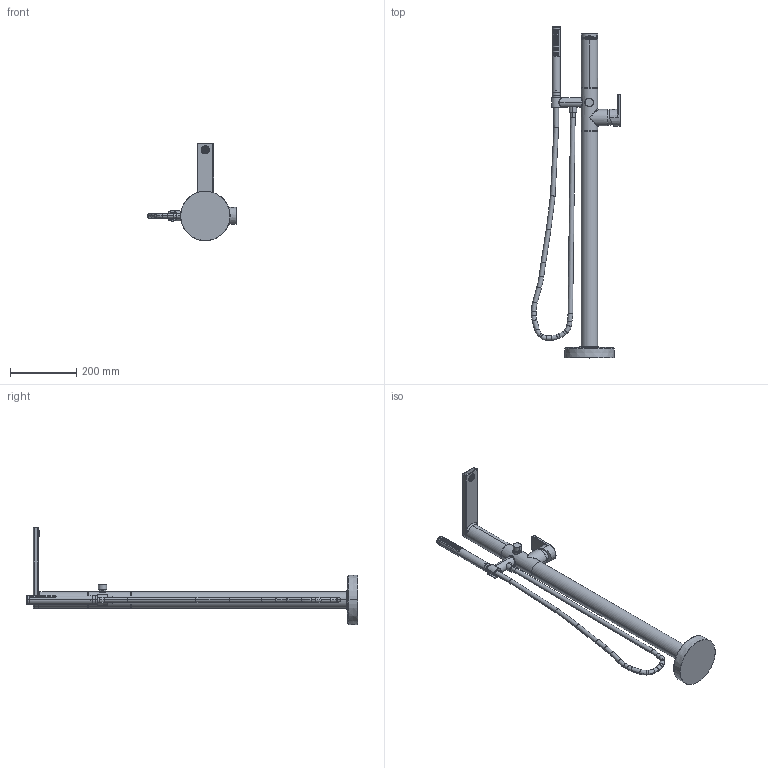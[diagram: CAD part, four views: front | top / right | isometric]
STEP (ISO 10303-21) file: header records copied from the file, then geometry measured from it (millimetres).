
FILE_DESCRIPTION((''),'2;1');
FILE_NAME('2560-4261','2021-08-30T16:33:32',('rsmith'),(''),'CREO PARAMETRIC BY PTC INC, 2018400','CREO PARAMETRIC BY PTC INC, 2018400','');
FILE_SCHEMA(('AUTOMOTIVE_DESIGN { 1 0 10303 214 1 1 1 1 }'));
Products named in the file (1): 2560-4261
Bounding box: 269.4 x 1003.15 x 294.5 mm (x, y, z)
Volume: 2966448.7 mm3; surface area: 387413.5 mm2
Topology: 1 solids, 1 shells, 4162 faces, 9625 edges, 6201 vertices
Faces by surface type: plane 1966, cylinder 1418, bspline 681, torus 56, cone 25, sphere 16
Entity records: 255642 total; most frequent: CARTESIAN_POINT 129672, ORIENTED_EDGE 19214, DIRECTION 15916, PRESENTATION_STYLE_ASSIGNMENT 10570, STYLED_ITEM 9611, CURVE_STYLE 9607, EDGE_CURVE 9607, VERTEX_POINT 6199
